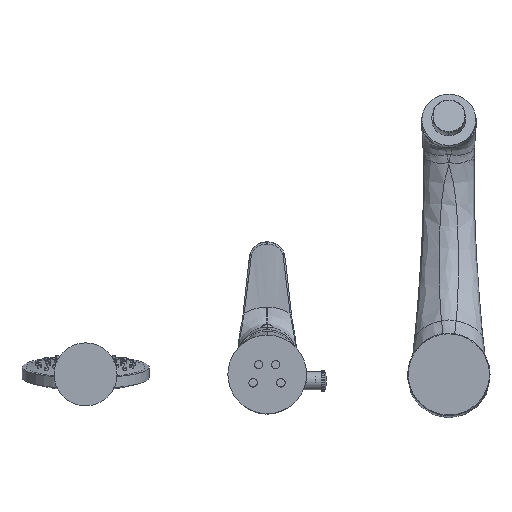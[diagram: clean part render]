
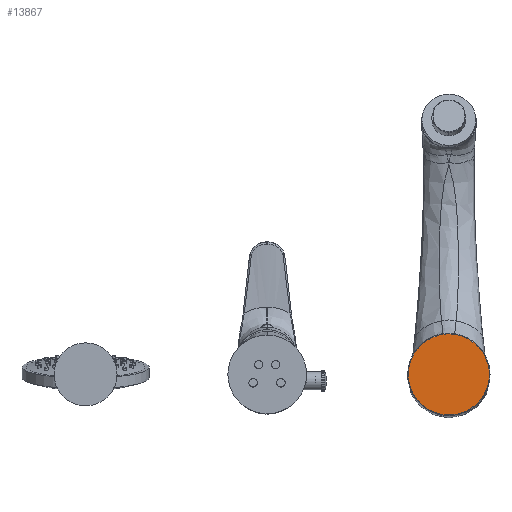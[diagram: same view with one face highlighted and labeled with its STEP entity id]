
A CAD part, front view. The second image highlights one B-rep face of the part: STEP entity #13867.
In plain terms, the highlighted planar face has unit normal (0, -1, 0).
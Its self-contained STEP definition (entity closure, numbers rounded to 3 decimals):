
#11731=CARTESIAN_POINT('',(183.498,-6.5,-0.167));
#11732=CARTESIAN_POINT('',(183.497,-6.5,-2.109));
#11733=CARTESIAN_POINT('',(183.153,-6.5,-5.993));
#11734=CARTESIAN_POINT('',(181.626,-6.5,-11.683));
#11735=CARTESIAN_POINT('',(179.127,-6.5,-17.001));
#11736=CARTESIAN_POINT('',(175.72,-6.5,-21.836));
#11737=CARTESIAN_POINT('',(171.536,-6.5,-25.981));
#11738=CARTESIAN_POINT('',(166.665,-6.5,-29.349));
#11739=CARTESIAN_POINT('',(161.308,-6.5,-31.806));
#11740=CARTESIAN_POINT('',(155.589,-6.5,-33.291));
#11741=CARTESIAN_POINT('',(150.695,-6.5,-33.68));
#11742=CARTESIAN_POINT('',(147.831,-6.5,-33.531));
#11743=CARTESIAN_POINT('',(146.902,-6.5,-33.443));
#11745=CARTESIAN_POINT('',(146.902,-6.5,-33.443));
#11746=CARTESIAN_POINT('',(146.205,-6.5,-33.378));
#11747=CARTESIAN_POINT('',(143.538,-6.5,-33.045));
#11748=CARTESIAN_POINT('',(138.985,-6.5,-31.913));
#11749=CARTESIAN_POINT('',(133.544,-6.5,-29.472));
#11750=CARTESIAN_POINT('',(128.596,-6.5,-26.095));
#11751=CARTESIAN_POINT('',(124.344,-6.5,-21.917));
#11752=CARTESIAN_POINT('',(120.89,-6.5,-17.04));
#11753=CARTESIAN_POINT('',(118.358,-6.5,-11.651));
#11754=CARTESIAN_POINT('',(116.839,-6.5,-5.936));
#11755=CARTESIAN_POINT('',(116.503,-6.5,-2.095));
#11756=CARTESIAN_POINT('',(116.502,-6.5,-0.167));
#11758=CARTESIAN_POINT('',(116.502,-6.5,-0.167));
#11759=CARTESIAN_POINT('',(116.503,-6.5,1.844));
#11760=CARTESIAN_POINT('',(116.87,-6.5,5.868));
#11761=CARTESIAN_POINT('',(118.492,-6.5,11.744));
#11762=CARTESIAN_POINT('',(121.151,-6.5,17.228));
#11763=CARTESIAN_POINT('',(124.759,-6.5,22.17));
#11764=CARTESIAN_POINT('',(129.191,-6.5,26.372));
#11765=CARTESIAN_POINT('',(134.331,-6.5,29.729));
#11766=CARTESIAN_POINT('',(139.957,-6.5,32.093));
#11767=CARTESIAN_POINT('',(145.282,-6.5,33.267));
#11768=CARTESIAN_POINT('',(148.653,-6.5,33.491));
#11769=CARTESIAN_POINT('',(150.,-6.5,33.5));
#11771=CARTESIAN_POINT('',(150.,-6.5,33.5));
#11772=CARTESIAN_POINT('',(151.527,-6.5,33.49));
#11773=CARTESIAN_POINT('',(155.07,-6.5,33.226));
#11774=CARTESIAN_POINT('',(160.52,-6.5,31.935));
#11775=CARTESIAN_POINT('',(166.068,-6.5,29.51));
#11776=CARTESIAN_POINT('',(171.125,-6.5,26.116));
#11777=CARTESIAN_POINT('',(175.476,-6.5,21.895));
#11778=CARTESIAN_POINT('',(179.008,-6.5,16.956));
#11779=CARTESIAN_POINT('',(181.6,-6.5,11.487));
#11780=CARTESIAN_POINT('',(183.154,-6.5,5.684));
#11781=CARTESIAN_POINT('',(183.497,-6.5,1.789));
#11782=CARTESIAN_POINT('',(183.498,-6.5,-0.167));
#13383=VERTEX_POINT('',#11731);
#13384=VERTEX_POINT('',#11743);
#13388=VERTEX_POINT('',#11771);
#13390=VERTEX_POINT('',#11756);
#13855=CARTESIAN_POINT('',(150.,-6.5,0.));
#13856=DIRECTION('',(0.,1.,0.));
#13857=DIRECTION('',(1.,0.,0.));
#13858=AXIS2_PLACEMENT_3D('',#13855,#13856,#13857);
#13859=PLANE('',#13858);
#13861=ORIENTED_EDGE('',*,*,#13860,.T.);
#13862=ORIENTED_EDGE('',*,*,#13841,.T.);
#13863=ORIENTED_EDGE('',*,*,#13494,.T.);
#13864=ORIENTED_EDGE('',*,*,#13567,.T.);
#13865=EDGE_LOOP('',(#13861,#13862,#13863,#13864));
#13866=FACE_OUTER_BOUND('',#13865,.F.);
#13867=ADVANCED_FACE('',(#13866),#13859,.F.);
#11744=B_SPLINE_CURVE_WITH_KNOTS('',3,(#11731,#11732,#11733,#11734,#11735,
#11736,#11737,#11738,#11739,#11740,#11741,#11742,#11743),.UNSPECIFIED.,.F.,.F.,(
4,1,1,1,1,1,1,1,1,1,4),(0.,0.105,0.211,
0.316,0.422,0.527,0.632,
0.738,0.843,0.948,1.),.UNSPECIFIED.);
#11757=B_SPLINE_CURVE_WITH_KNOTS('',3,(#11745,#11746,#11747,#11748,#11749,
#11750,#11751,#11752,#11753,#11754,#11755,#11756),.UNSPECIFIED.,.F.,.F.,(4,1,1,
1,1,1,1,1,1,4),(0.,0.042,0.162,0.282,
0.401,0.521,0.641,0.761,
0.88,1.),.UNSPECIFIED.);
#11770=B_SPLINE_CURVE_WITH_KNOTS('',3,(#11758,#11759,#11760,#11761,#11762,
#11763,#11764,#11765,#11766,#11767,#11768,#11769),.UNSPECIFIED.,.F.,.F.,(4,1,1,
1,1,1,1,1,1,4),(0.,0.115,0.231,0.346,
0.461,0.576,0.692,0.807,
0.922,1.),.UNSPECIFIED.);
#11783=B_SPLINE_CURVE_WITH_KNOTS('',3,(#11771,#11772,#11773,#11774,#11775,
#11776,#11777,#11778,#11779,#11780,#11781,#11782),.UNSPECIFIED.,.F.,.F.,(4,1,1,
1,1,1,1,1,1,4),(0.,0.088,0.202,0.316,
0.43,0.544,0.658,0.772,
0.886,1.),.UNSPECIFIED.);
#13494=EDGE_CURVE('',#13390,#13388,#11770,.T.);
#13567=EDGE_CURVE('',#13388,#13383,#11783,.T.);
#13841=EDGE_CURVE('',#13384,#13390,#11757,.T.);
#13860=EDGE_CURVE('',#13383,#13384,#11744,.T.);
